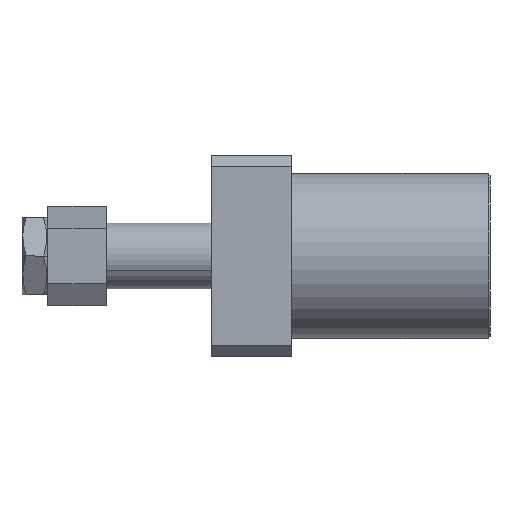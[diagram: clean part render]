
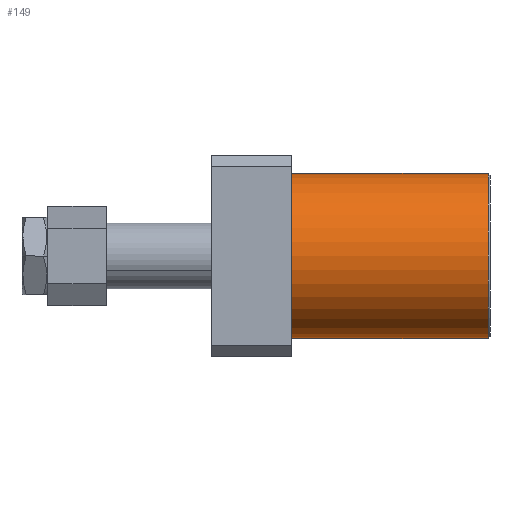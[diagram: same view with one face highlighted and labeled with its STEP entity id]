
A CAD part, left-side view. The second image highlights one B-rep face of the part: STEP entity #149.
In plain terms, the highlighted cylindrical face has radius 22.5 mm (diameter 45 mm), a partial arc.
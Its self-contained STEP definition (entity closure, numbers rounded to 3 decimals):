
#149 = ADVANCED_FACE ( 'NONE', ( #2470 ), #2477, .T. ) ;
#342 = EDGE_CURVE ( 'NONE', #3859, #3850, #2749, .T. ) ;
#1105 = DIRECTION ( 'NONE',  ( 0., 0., 1. ) ) ;
#1179 = DIRECTION ( 'NONE',  ( 0., 1., 0. ) ) ;
#1292 = CARTESIAN_POINT ( 'NONE',  ( 0., 54., 0. ) ) ;
#1304 = CARTESIAN_POINT ( 'NONE',  ( 0., 54., 22.5 ) ) ;
#1373 = CARTESIAN_POINT ( 'NONE',  ( 0., 54., -22.5 ) ) ;
#1567 = CARTESIAN_POINT ( 'NONE',  ( 0., 54., 22.5 ) ) ;
#1720 = DIRECTION ( 'NONE',  ( 0., 1., 0. ) ) ;
#1756 = CARTESIAN_POINT ( 'NONE',  ( 0., 0.5, -22.5 ) ) ;
#1936 = DIRECTION ( 'NONE',  ( 0., -1., 0. ) ) ;
#1940 = DIRECTION ( 'NONE',  ( 0., 0., 1. ) ) ;
#1947 = CARTESIAN_POINT ( 'NONE',  ( 0., 54., -22.5 ) ) ;
#2134 = CARTESIAN_POINT ( 'NONE',  ( 0., 0.5, 0. ) ) ;
#2249 = CARTESIAN_POINT ( 'NONE',  ( 0., 0.5, 22.5 ) ) ;
#2251 = DIRECTION ( 'NONE',  ( 0., -1., 0. ) ) ;
#2470 = FACE_OUTER_BOUND ( 'NONE', #4130, .T. ) ;
#2477 = CYLINDRICAL_SURFACE ( 'NONE', #6810, 22.5 ) ;
#2749 = CIRCLE ( 'NONE', #6473, 22.5 ) ;
#2906 = CIRCLE ( 'NONE', #6660, 22.5 ) ;
#2976 = LINE ( 'NONE', #1567, #2979 ) ;
#2979 = VECTOR ( 'NONE', #1936, 1000. ) ;
#3571 = LINE ( 'NONE', #1947, #3572 ) ;
#3572 = VECTOR ( 'NONE', #2251, 1000. ) ;
#3850 = VERTEX_POINT ( 'NONE', #1304 ) ;
#3859 = VERTEX_POINT ( 'NONE', #1373 ) ;
#3925 = VERTEX_POINT ( 'NONE', #2249 ) ;
#3930 = VERTEX_POINT ( 'NONE', #1756 ) ;
#3960 = ORIENTED_EDGE ( 'NONE', *, *, #4284, .F. ) ;
#4101 = ORIENTED_EDGE ( 'NONE', *, *, #4294, .T. ) ;
#4130 = EDGE_LOOP ( 'NONE', ( #3960, #4815, #4101, #4883 ) ) ;
#4236 = EDGE_CURVE ( 'NONE', #3930, #3925, #2906, .T. ) ;
#4284 = EDGE_CURVE ( 'NONE', #3850, #3925, #2976, .T. ) ;
#4294 = EDGE_CURVE ( 'NONE', #3859, #3930, #3571, .T. ) ;
#4815 = ORIENTED_EDGE ( 'NONE', *, *, #342, .F. ) ;
#4883 = ORIENTED_EDGE ( 'NONE', *, *, #4236, .T. ) ;
#5953 = CARTESIAN_POINT ( 'NONE',  ( 0., 54., 0. ) ) ;
#5975 = DIRECTION ( 'NONE',  ( 0., -1., 0. ) ) ;
#6254 = DIRECTION ( 'NONE',  ( 0., 0., -1. ) ) ;
#6473 = AXIS2_PLACEMENT_3D ( 'NONE', #1292, #1179, #1105 ) ;
#6660 = AXIS2_PLACEMENT_3D ( 'NONE', #2134, #1720, #1940 ) ;
#6810 = AXIS2_PLACEMENT_3D ( 'NONE', #5953, #5975, #6254 ) ;
